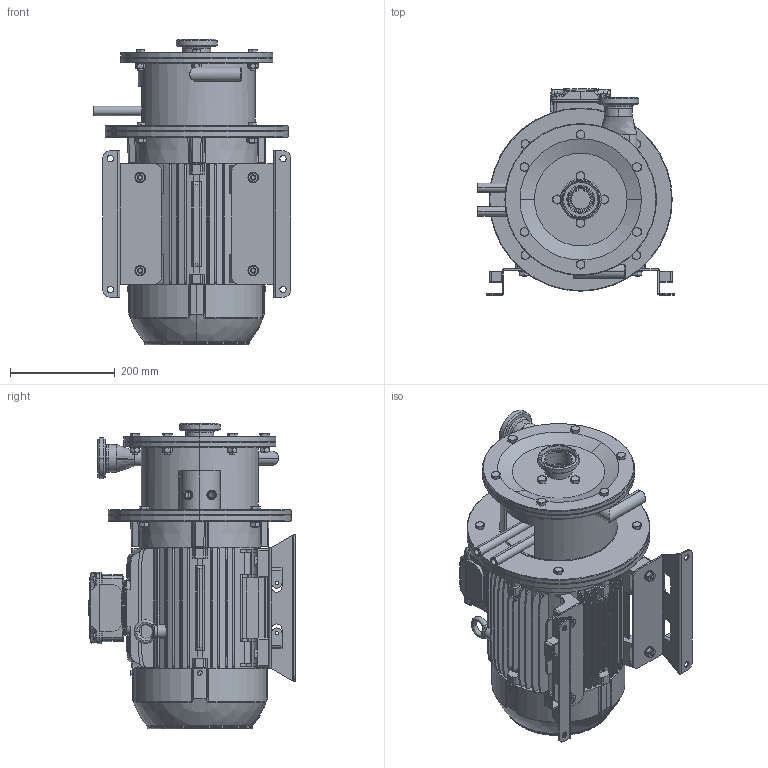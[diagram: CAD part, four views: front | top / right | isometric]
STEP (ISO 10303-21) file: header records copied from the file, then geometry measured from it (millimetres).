
FILE_DESCRIPTION (( 'STEP AP214' ), '1' );
FILE_NAME ('Ñáîðêà ÐÏÀ 15-5-11,0.STEP', '2018-07-25T10:30:49', ( 'ÌÅÊ' ), ( '' ), 'SwSTEP 2.0', 'SolidWorks 2016', '' );
FILE_SCHEMA (( 'AUTOMOTIVE_DESIGN' ));
Length unit declared in the file: millimetre
Products named in the file (13): Ñáîðêà ÐÏÀ 15-5-11,0; Ðàìà 132 (11 êÂò); Îòâîä Äó 50 (15-5-11,0); Øòóöåð ñëèâíîé ÐÏÀ 15-5-7,5; Ïàòðóáîê íàïîðíûé ÐÏÀ 15-5-11,0; 砐鳱鍱 羼 50 (15-5-11,0); Êðûøêà ÐÏÀ 15-5-11,0; Êîðïóñ íàñîñà ÐÏÀ 15-5-11,0; 132M (11 êÂò); Ãàéêà; ﾘ琺矜; Áîëò Ì10 (ìàë); Áîëò Ì10 (äë)
Assembly tree (55 placements, depth 2):
  Ñáîðêà ÐÏÀ 15-5-11,0
    Áîëò Ì10 (äë)  x14
    Áîëò Ì10 (ìàë)  x4
    ﾘ琺矜  x14
    Ãàéêà  x14
    132M (11 êÂò)
    Êîðïóñ íàñîñà ÐÏÀ 15-5-11,0
    Êðûøêà ÐÏÀ 15-5-11,0
    砐鳱鍱 羼 50 (15-5-11,0)
    Ïàòðóáîê íàïîðíûé ÐÏÀ 15-5-11,0
    Øòóöåð ñëèâíîé ÐÏÀ 15-5-7,5
    Îòâîä Äó 50 (15-5-11,0)
    Ðàìà 132 (11 êÂò)  x2
Bounding box: 378 x 394 x 583.8 mm (x, y, z)
Volume: 23047254.3 mm3; surface area: 1875064.5 mm2
Topology: 53 solids, 62 shells, 3551 faces, 8653 edges, 5526 vertices
Faces by surface type: plane 2205, cylinder 586, cone 544, bspline 138, torus 64, sphere 14
Entity records: 94051 total; most frequent: CARTESIAN_POINT 27090, ORIENTED_EDGE 13754, DIRECTION 12828, EDGE_CURVE 6889, VECTOR 4920, LINE 4920, VERTEX_POINT 4480, AXIS2_PLACEMENT_3D 3954
